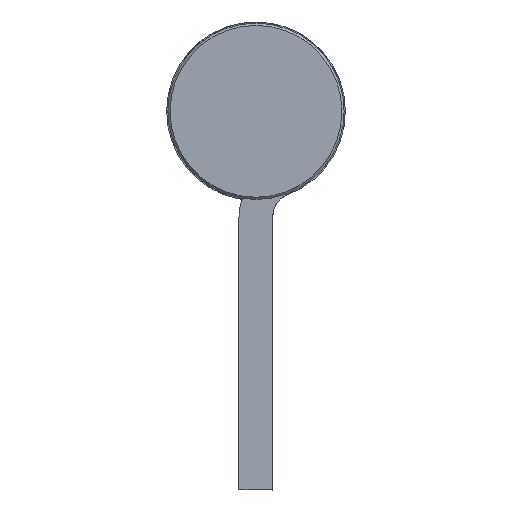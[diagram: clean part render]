
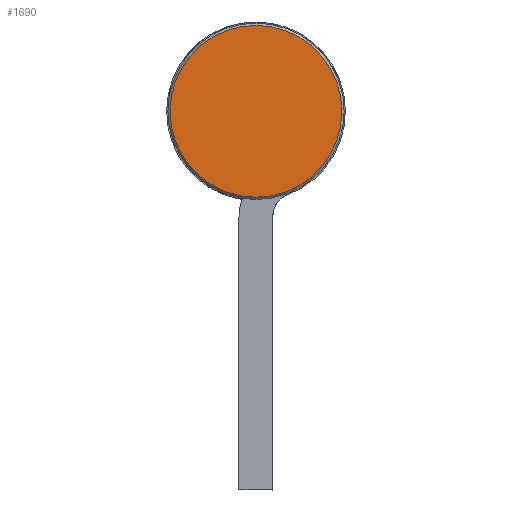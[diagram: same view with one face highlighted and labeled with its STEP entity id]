
A CAD part, front view. The second image highlights one B-rep face of the part: STEP entity #1690.
In plain terms, the highlighted planar face has unit normal (0, -1, 0).
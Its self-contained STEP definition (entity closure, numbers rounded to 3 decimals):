
#142=PLANE('',#1928);
#209=FACE_OUTER_BOUND('',#301,.T.);
#301=EDGE_LOOP('',(#1214,#1215));
#588=CIRCLE('',#1926,7.6);
#589=CIRCLE('',#1927,7.6);
#748=VERTEX_POINT('',#2811);
#749=VERTEX_POINT('',#2812);
#945=EDGE_CURVE('',#748,#749,#588,.T.);
#946=EDGE_CURVE('',#749,#748,#589,.T.);
#1214=ORIENTED_EDGE('',*,*,#945,.T.);
#1215=ORIENTED_EDGE('',*,*,#946,.T.);
#1690=ADVANCED_FACE('',(#209),#142,.T.);
#1926=AXIS2_PLACEMENT_3D('',#2813,#2215,#2216);
#1927=AXIS2_PLACEMENT_3D('',#2814,#2217,#2218);
#1928=AXIS2_PLACEMENT_3D('',#2816,#2220,#2221);
#2215=DIRECTION('center_axis',(0.,-1.,0.));
#2216=DIRECTION('ref_axis',(0.,0.,-1.));
#2217=DIRECTION('center_axis',(0.,-1.,0.));
#2218=DIRECTION('ref_axis',(0.,0.,-1.));
#2220=DIRECTION('center_axis',(0.,-1.,0.));
#2221=DIRECTION('ref_axis',(0.,0.,-1.));
#2811=CARTESIAN_POINT('',(0.,-52.25,-7.6));
#2812=CARTESIAN_POINT('',(0.,-52.25,7.6));
#2813=CARTESIAN_POINT('Origin',(0.,-52.25,0.));
#2814=CARTESIAN_POINT('Origin',(0.,-52.25,0.));
#2816=CARTESIAN_POINT('Origin',(0.,-52.25,-3.8));
